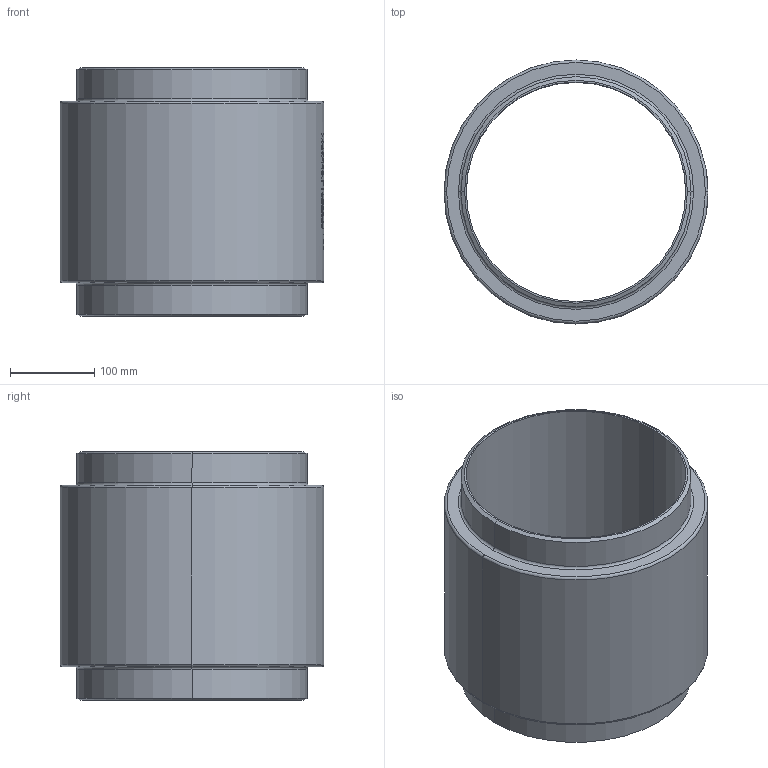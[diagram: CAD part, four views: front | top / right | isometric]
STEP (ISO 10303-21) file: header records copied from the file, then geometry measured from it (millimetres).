
FILE_DESCRIPTION (( 'STEP AP214' ), '1' );
FILE_NAME ('7110000_DN250_ PN06 1328228.STEP', '2022-03-22T10:48:08', ( 'axxx' ), ( 'Hewlett-Packard Company' ), 'SwSTEP 2.0', 'SolidWorks 2019', '' );
FILE_SCHEMA (( 'AUTOMOTIVE_DESIGN' ));
Length unit declared in the file: millimetre
Products named in the file (1): 7110000_DN250_ PN06 1328228
Bounding box: 313 x 313 x 295 mm (x, y, z)
Volume: 5501597.8 mm3; surface area: 568554.4 mm2
Topology: 1 solids, 1 shells, 510 faces, 1320 edges, 876 vertices
Faces by surface type: bspline 245, plane 224, cylinder 29, torus 8, cone 4
Entity records: 30536 total; most frequent: CARTESIAN_POINT 19747, ORIENTED_EDGE 2640, DIRECTION 1411, EDGE_CURVE 1320, VERTEX_POINT 876, LINE 697, VECTOR 697, EDGE_LOOP 576
